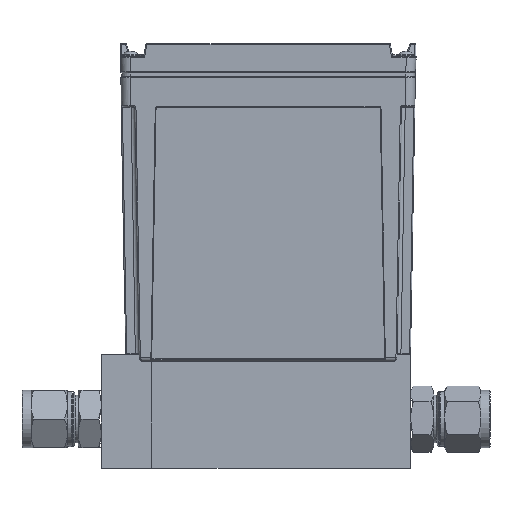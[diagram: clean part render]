
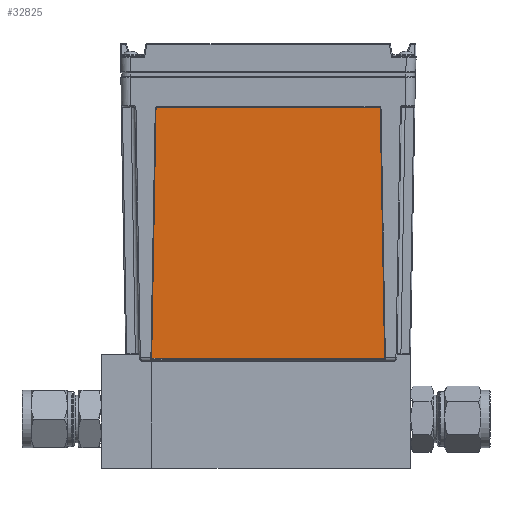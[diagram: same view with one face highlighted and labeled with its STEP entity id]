
A CAD part, top view. The second image highlights one B-rep face of the part: STEP entity #32825.
In plain terms, the highlighted planar face has unit normal (0, -0.018, 1).
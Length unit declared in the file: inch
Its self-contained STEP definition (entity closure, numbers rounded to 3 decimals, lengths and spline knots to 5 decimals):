
#2234 = VECTOR ( 'NONE', #11445, 39.37008 ) ;
#3164 = CARTESIAN_POINT ( 'NONE',  ( -2.67685, 4.63895, 1.02987 ) ) ;
#3189 = CARTESIAN_POINT ( 'NONE',  ( 0.77015, 0.80953, 0.96303 ) ) ;
#3209 = CARTESIAN_POINT ( 'NONE',  ( 0.70385, 4.63895, 1.02987 ) ) ;
#3210 = CARTESIAN_POINT ( 'NONE',  ( -2.74315, 0.80953, 0.96303 ) ) ;
#3268 = CARTESIAN_POINT ( 'NONE',  ( 0.79014, 0.82988, 0.96339 ) ) ;
#3696 = CARTESIAN_POINT ( 'NONE',  ( -2.76314, 0.82988, 0.96339 ) ) ;
#3717 = CARTESIAN_POINT ( 'NONE',  ( 0.72384, 4.6193, 1.02953 ) ) ;
#3770 = CARTESIAN_POINT ( 'NONE',  ( -2.69684, 4.6193, 1.02953 ) ) ;
#4922 = AXIS2_PLACEMENT_3D ( 'NONE', #30376, #30377, #30378 ) ;
#4961 = CIRCLE ( 'NONE', #4922, 0.02 ) ;
#7152 = AXIS2_PLACEMENT_3D ( 'NONE', #14512, #14514, #14516 ) ;
#7155 = CIRCLE ( 'NONE', #7152, 0.02 ) ;
#7194 = VECTOR ( 'NONE', #15619, 39.37008 ) ;
#9667 = EDGE_CURVE ( 'NONE', #14383, #14403, #37551, .T. ) ;
#11443 = LINE ( 'NONE', #11444, #2234 ) ;
#11444 = CARTESIAN_POINT ( 'NONE',  ( 0.7235, 4.63895, 1.02987 ) ) ;
#11445 = DIRECTION ( 'NONE',  ( -1., 0., 0. ) ) ;
#12321 = FACE_OUTER_BOUND ( 'NONE', #25683, .T. ) ;
#12353 = PLANE ( 'NONE',  #16097 ) ;
#12355 = CARTESIAN_POINT ( 'NONE',  ( -0.9865, 4.63895, 1.02987 ) ) ;
#12357 = DIRECTION ( 'NONE',  ( 0., -0.017, 1. ) ) ;
#12359 = DIRECTION ( 'NONE',  ( 1., 0., 0. ) ) ;
#13312 = VECTOR ( 'NONE', #30668, 39.37008 ) ;
#14372 = VERTEX_POINT ( 'NONE', #3164 ) ;
#14379 = VERTEX_POINT ( 'NONE', #3189 ) ;
#14383 = VERTEX_POINT ( 'NONE', #3717 ) ;
#14391 = VERTEX_POINT ( 'NONE', #3770 ) ;
#14403 = VERTEX_POINT ( 'NONE', #3209 ) ;
#14405 = VERTEX_POINT ( 'NONE', #3210 ) ;
#14413 = VERTEX_POINT ( 'NONE', #3268 ) ;
#14421 = VERTEX_POINT ( 'NONE', #3696 ) ;
#14512 = CARTESIAN_POINT ( 'NONE',  ( -2.67685, 4.61895, 1.02953 ) ) ;
#14514 = DIRECTION ( 'NONE',  ( 0., -0.017, 1. ) ) ;
#14516 = DIRECTION ( 'NONE',  ( 1., 0., 0. ) ) ;
#15617 = LINE ( 'NONE', #15618, #7194 ) ;
#15618 = CARTESIAN_POINT ( 'NONE',  ( -2.6965, 4.63895, 1.02987 ) ) ;
#15619 = DIRECTION ( 'NONE',  ( -0.017, -1., -0.017 ) ) ;
#15706 = DIRECTION ( 'NONE',  ( 1., 0., 0. ) ) ;
#16055 = CARTESIAN_POINT ( 'NONE',  ( -2.74315, 0.82953, 0.96338 ) ) ;
#16097 = AXIS2_PLACEMENT_3D ( 'NONE', #12355, #12357, #12359 ) ;
#16313 = DIRECTION ( 'NONE',  ( 0., -0.017, 1. ) ) ;
#21937 = EDGE_CURVE ( 'NONE', #14421, #14405, #37288, .T. ) ;
#21981 = EDGE_CURVE ( 'NONE', #14413, #14383, #41713, .T. ) ;
#22102 = EDGE_CURVE ( 'NONE', #14379, #14413, #4961, .T. ) ;
#22129 = EDGE_CURVE ( 'NONE', #14405, #14379, #30666, .T. ) ;
#22226 = EDGE_CURVE ( 'NONE', #14372, #14391, #7155, .T. ) ;
#22341 = EDGE_CURVE ( 'NONE', #14391, #14421, #15617, .T. ) ;
#25683 = EDGE_LOOP ( 'NONE', ( #27286, #27226, #26896, #26981, #26965, #26988, #27077, #27159 ) ) ;
#26896 = ORIENTED_EDGE ( 'NONE', *, *, #21981, .T. ) ;
#26965 = ORIENTED_EDGE ( 'NONE', *, *, #32625, .T. ) ;
#26981 = ORIENTED_EDGE ( 'NONE', *, *, #9667, .T. ) ;
#26988 = ORIENTED_EDGE ( 'NONE', *, *, #22226, .T. ) ;
#27077 = ORIENTED_EDGE ( 'NONE', *, *, #22341, .T. ) ;
#27159 = ORIENTED_EDGE ( 'NONE', *, *, #21937, .T. ) ;
#27226 = ORIENTED_EDGE ( 'NONE', *, *, #22102, .T. ) ;
#27286 = ORIENTED_EDGE ( 'NONE', *, *, #22129, .T. ) ;
#30376 = CARTESIAN_POINT ( 'NONE',  ( 0.77015, 0.82953, 0.96338 ) ) ;
#30377 = DIRECTION ( 'NONE',  ( 0., -0.017, 1. ) ) ;
#30378 = DIRECTION ( 'NONE',  ( 1., 0., 0. ) ) ;
#30666 = LINE ( 'NONE', #30667, #13312 ) ;
#30667 = CARTESIAN_POINT ( 'NONE',  ( -2.7635, 0.80953, 0.96303 ) ) ;
#30668 = DIRECTION ( 'NONE',  ( 1., 0., 0. ) ) ;
#32625 = EDGE_CURVE ( 'NONE', #14403, #14372, #11443, .T. ) ;
#32825 = ADVANCED_FACE ( 'NONE', ( #12321 ), #12353, .T. ) ;
#37288 = CIRCLE ( 'NONE', #37448, 0.02 ) ;
#37448 = AXIS2_PLACEMENT_3D ( 'NONE', #16055, #16313, #15706 ) ;
#37494 = VECTOR ( 'NONE', #41390, 39.37008 ) ;
#37551 = CIRCLE ( 'NONE', #37585, 0.02 ) ;
#37585 = AXIS2_PLACEMENT_3D ( 'NONE', #39566, #39567, #39568 ) ;
#39566 = CARTESIAN_POINT ( 'NONE',  ( 0.70385, 4.61895, 1.02953 ) ) ;
#39567 = DIRECTION ( 'NONE',  ( 0., -0.017, 1. ) ) ;
#39568 = DIRECTION ( 'NONE',  ( 1., 0., 0. ) ) ;
#41390 = DIRECTION ( 'NONE',  ( -0.017, 1., 0.017 ) ) ;
#41416 = CARTESIAN_POINT ( 'NONE',  ( 0.7905, 0.80953, 0.96303 ) ) ;
#41713 = LINE ( 'NONE', #41416, #37494 ) ;
